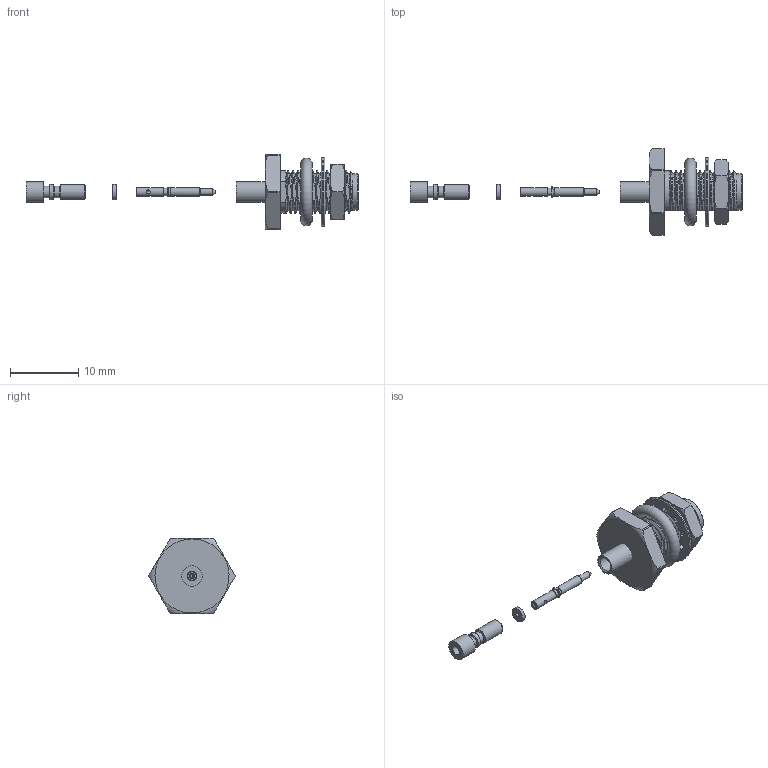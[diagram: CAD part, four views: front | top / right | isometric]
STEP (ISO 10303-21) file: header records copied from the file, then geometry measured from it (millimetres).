
FILE_DESCRIPTION(/* description */ ('Unknown'),/* implementation_level */ '2;1');
FILE_NAME(/* name */ '63026521212220',/* time_stamp */ '2021-01-14T09:00:32+01:00',/* author */ ('Unknown'),/* organization */ ('Unknown'),/* preprocessor_version */ 'ST-DEVELOPER v16.7',/* originating_system */ 'DEX',/* authorisation */ $);
FILE_SCHEMA (('AUTOMOTIVE_DESIGN { 1 0 10303 214 3 1 1 }','TECHNICAL_DATA_PACKAGING','AUTOMOTIVE_DESIGN {1 0 10303 214 3 1 1}'));
Length unit declared in the file: millimetre
Products named in the file (9): 63026521212220; 60326521112x20_ConnectorBody; 60326421110420_Insulator; 6032642011xx20_Washer; 60326420212220_Insulator2; 63026420212x20_CenterPin; 60326420212220_Ferrule; 6032642011xx20_Nut; 60326521112x20_Gasket
Assembly tree (8 placements, depth 2):
  63026521212220
    60326521112x20_ConnectorBody
    60326421110420_Insulator
    6032642011xx20_Washer
    60326420212220_Insulator2
    63026420212x20_CenterPin
    60326420212220_Ferrule
    6032642011xx20_Nut
    60326521112x20_Gasket
Bounding box: 48.6 x 12.6 x 11 mm (x, y, z)
Volume: 602 mm3; surface area: 1699.2 mm2
Topology: 8 solids, 8 shells, 194 faces, 492 edges, 325 vertices
Faces by surface type: plane 86, cylinder 70, torus 20, cone 14, bspline 4
Full cylindrical faces by diameter (mm): 0.4 x1, 0.6 x1, 0.7 x1, 0.922 x1, 1.05 x1, 1.2 x1, 1.27 x2, 1.3 x1, 1.4 x1, 1.7 x2, 2.2 x3, 2.25 x1, 2.3 x1, 3 x2, 4.1 x2, 4.65 x1, 5.34 x1, 6.24 x1, 9.8 x1, 10.2 x1
Entity records: 13132 total; most frequent: CARTESIAN_POINT 8675, DIRECTION 854, ORIENTED_EDGE 838, EDGE_CURVE 419, AXIS2_PLACEMENT_3D 347, VERTEX_POINT 303, FACE_BOUND 268, EDGE_LOOP 267
